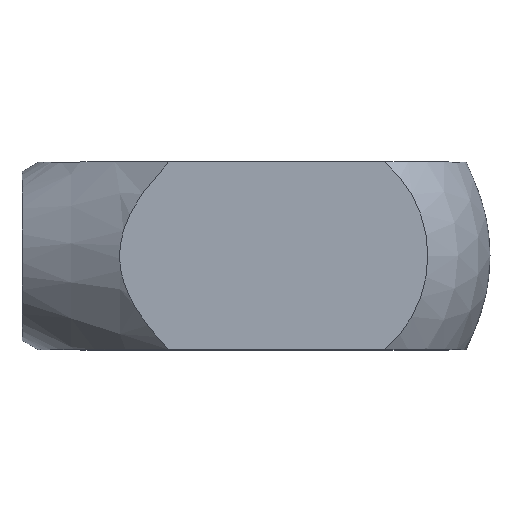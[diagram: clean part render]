
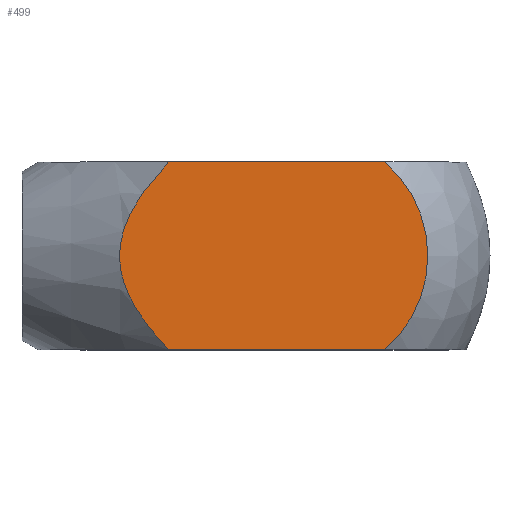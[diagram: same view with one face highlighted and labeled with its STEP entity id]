
A CAD part, top view. The second image highlights one B-rep face of the part: STEP entity #499.
In plain terms, the highlighted planar face has unit normal (0, 0, 1).
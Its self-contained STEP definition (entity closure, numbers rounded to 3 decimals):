
#22 = VERTEX_POINT('',#23);
#23 = CARTESIAN_POINT('',(7.818,-5.,7.5));
#32 = CONICAL_SURFACE('',#33,4.5,0.524);
#33 = AXIS2_PLACEMENT_3D('',#34,#35,#36);
#34 = CARTESIAN_POINT('',(0.,0.,0.));
#35 = DIRECTION('',(1.,0.,0.));
#36 = DIRECTION('',(0.,0.,1.));
#66 = PLANE('',#67);
#67 = AXIS2_PLACEMENT_3D('',#68,#69,#70);
#68 = CARTESIAN_POINT('',(25.,-5.,7.5));
#69 = DIRECTION('',(0.,-1.,0.));
#70 = DIRECTION('',(0.,0.,1.));
#196 = EDGE_CURVE('',#197,#22,#199,.T.);
#197 = VERTEX_POINT('',#198);
#198 = CARTESIAN_POINT('',(7.818,5.,7.5));
#199 = SURFACE_CURVE('',#200,(#204,#233),.PCURVE_S1.);
#200 = ( BOUNDED_CURVE() B_SPLINE_CURVE(2,(#201,#202,#203),
.UNSPECIFIED.,.F.,.F.) B_SPLINE_CURVE_WITH_KNOTS((3,3),(0.119,
1.351),.PIECEWISE_BEZIER_KNOTS.) CURVE() 
GEOMETRIC_REPRESENTATION_ITEM() RATIONAL_B_SPLINE_CURVE((1.045,
1.255,1.045)) REPRESENTATION_ITEM('') );
#201 = CARTESIAN_POINT('',(7.818,5.,7.5));
#202 = CARTESIAN_POINT('',(3.014,0.,7.5));
#203 = CARTESIAN_POINT('',(7.818,-5.,7.5));
#204 = PCURVE('',#32,#205);
#205 = DEFINITIONAL_REPRESENTATION('',(#206),#232);
#206 = B_SPLINE_CURVE_WITH_KNOTS('',3,(#207,#208,#209,#210,#211,#212,
    #213,#214,#215,#216,#217,#218,#219,#220,#221,#222,#223,#224,#225,
    #226,#227,#228,#229,#230,#231),.UNSPECIFIED.,.F.,.F.,(4,1,1,1,1,1,1,
    1,1,1,1,1,1,1,1,1,1,1,1,1,1,1,4),(0.119,0.175,
    0.231,0.287,0.343,0.399,
    0.455,0.511,0.567,0.623,
    0.679,0.735,0.791,0.847,
    0.903,0.959,1.015,1.071,
    1.127,1.183,1.239,1.295,
    1.351),.QUASI_UNIFORM_KNOTS.);
#207 = CARTESIAN_POINT('',(5.695,7.818));
#208 = CARTESIAN_POINT('',(5.712,7.643));
#209 = CARTESIAN_POINT('',(5.746,7.316));
#210 = CARTESIAN_POINT('',(5.797,6.885));
#211 = CARTESIAN_POINT('',(5.85,6.511));
#212 = CARTESIAN_POINT('',(5.902,6.19));
#213 = CARTESIAN_POINT('',(5.956,5.917));
#214 = CARTESIAN_POINT('',(6.01,5.69));
#215 = CARTESIAN_POINT('',(6.064,5.508));
#216 = CARTESIAN_POINT('',(6.118,5.368));
#217 = CARTESIAN_POINT('',(6.173,5.268));
#218 = CARTESIAN_POINT('',(6.228,5.209));
#219 = CARTESIAN_POINT('',(6.283,5.19));
#220 = CARTESIAN_POINT('',(6.338,5.209));
#221 = CARTESIAN_POINT('',(6.393,5.268));
#222 = CARTESIAN_POINT('',(6.448,5.368));
#223 = CARTESIAN_POINT('',(6.503,5.508));
#224 = CARTESIAN_POINT('',(6.557,5.69));
#225 = CARTESIAN_POINT('',(6.611,5.917));
#226 = CARTESIAN_POINT('',(6.664,6.19));
#227 = CARTESIAN_POINT('',(6.717,6.511));
#228 = CARTESIAN_POINT('',(6.769,6.885));
#229 = CARTESIAN_POINT('',(6.821,7.316));
#230 = CARTESIAN_POINT('',(6.854,7.643));
#231 = CARTESIAN_POINT('',(6.871,7.818));
#232 = ( GEOMETRIC_REPRESENTATION_CONTEXT(2) 
PARAMETRIC_REPRESENTATION_CONTEXT() REPRESENTATION_CONTEXT('2D SPACE',''
  ) );
#233 = PCURVE('',#234,#239);
#234 = PLANE('',#235);
#235 = AXIS2_PLACEMENT_3D('',#236,#237,#238);
#236 = CARTESIAN_POINT('',(25.,5.,7.5));
#237 = DIRECTION('',(0.,0.,1.));
#238 = DIRECTION('',(-1.,0.,0.));
#239 = DEFINITIONAL_REPRESENTATION('',(#240),#244);
#240 = ( BOUNDED_CURVE() B_SPLINE_CURVE(2,(#241,#242,#243),
.UNSPECIFIED.,.F.,.F.) B_SPLINE_CURVE_WITH_KNOTS((3,3),(0.119,
1.351),.PIECEWISE_BEZIER_KNOTS.) CURVE() 
GEOMETRIC_REPRESENTATION_ITEM() RATIONAL_B_SPLINE_CURVE((1.045,
1.255,1.045)) REPRESENTATION_ITEM('') );
#241 = CARTESIAN_POINT('',(17.182,0.));
#242 = CARTESIAN_POINT('',(21.986,5.));
#243 = CARTESIAN_POINT('',(17.182,10.));
#244 = ( GEOMETRIC_REPRESENTATION_CONTEXT(2) 
PARAMETRIC_REPRESENTATION_CONTEXT() REPRESENTATION_CONTEXT('2D SPACE',''
  ) );
#284 = PLANE('',#285);
#285 = AXIS2_PLACEMENT_3D('',#286,#287,#288);
#286 = CARTESIAN_POINT('',(25.,5.,-7.5));
#287 = DIRECTION('',(0.,1.,0.));
#288 = DIRECTION('',(0.,0.,-1.));
#348 = EDGE_CURVE('',#349,#197,#351,.T.);
#349 = VERTEX_POINT('',#350);
#350 = CARTESIAN_POINT('',(19.33,5.,7.5));
#351 = SURFACE_CURVE('',#352,(#356,#363),.PCURVE_S1.);
#352 = LINE('',#353,#354);
#353 = CARTESIAN_POINT('',(19.33,5.,7.5));
#354 = VECTOR('',#355,1.);
#355 = DIRECTION('',(-1.,0.,0.));
#356 = PCURVE('',#284,#357);
#357 = DEFINITIONAL_REPRESENTATION('',(#358),#362);
#358 = LINE('',#359,#360);
#359 = CARTESIAN_POINT('',(-15.,5.67));
#360 = VECTOR('',#361,1.);
#361 = DIRECTION('',(0.,1.));
#362 = ( GEOMETRIC_REPRESENTATION_CONTEXT(2) 
PARAMETRIC_REPRESENTATION_CONTEXT() REPRESENTATION_CONTEXT('2D SPACE',''
  ) );
#363 = PCURVE('',#234,#364);
#364 = DEFINITIONAL_REPRESENTATION('',(#365),#369);
#365 = LINE('',#366,#367);
#366 = CARTESIAN_POINT('',(5.67,0.));
#367 = VECTOR('',#368,1.);
#368 = DIRECTION('',(1.,0.));
#369 = ( GEOMETRIC_REPRESENTATION_CONTEXT(2) 
PARAMETRIC_REPRESENTATION_CONTEXT() REPRESENTATION_CONTEXT('2D SPACE',''
  ) );
#392 = SPHERICAL_SURFACE('',#393,10.);
#393 = AXIS2_PLACEMENT_3D('',#394,#395,#396);
#394 = CARTESIAN_POINT('',(15.,0.,0.));
#395 = DIRECTION('',(0.,0.,1.));
#396 = DIRECTION('',(-1.,0.,0.));
#499 = ADVANCED_FACE('',(#500),#234,.T.);
#500 = FACE_BOUND('',#501,.T.);
#501 = EDGE_LOOP('',(#502,#503,#526,#574));
#502 = ORIENTED_EDGE('',*,*,#196,.T.);
#503 = ORIENTED_EDGE('',*,*,#504,.F.);
#504 = EDGE_CURVE('',#505,#22,#507,.T.);
#505 = VERTEX_POINT('',#506);
#506 = CARTESIAN_POINT('',(19.33,-5.,7.5));
#507 = SURFACE_CURVE('',#508,(#512,#519),.PCURVE_S1.);
#508 = LINE('',#509,#510);
#509 = CARTESIAN_POINT('',(19.33,-5.,7.5));
#510 = VECTOR('',#511,1.);
#511 = DIRECTION('',(-1.,0.,0.));
#512 = PCURVE('',#234,#513);
#513 = DEFINITIONAL_REPRESENTATION('',(#514),#518);
#514 = LINE('',#515,#516);
#515 = CARTESIAN_POINT('',(5.67,10.));
#516 = VECTOR('',#517,1.);
#517 = DIRECTION('',(1.,0.));
#518 = ( GEOMETRIC_REPRESENTATION_CONTEXT(2) 
PARAMETRIC_REPRESENTATION_CONTEXT() REPRESENTATION_CONTEXT('2D SPACE',''
  ) );
#519 = PCURVE('',#66,#520);
#520 = DEFINITIONAL_REPRESENTATION('',(#521),#525);
#521 = LINE('',#522,#523);
#522 = CARTESIAN_POINT('',(0.,5.67));
#523 = VECTOR('',#524,1.);
#524 = DIRECTION('',(0.,1.));
#525 = ( GEOMETRIC_REPRESENTATION_CONTEXT(2) 
PARAMETRIC_REPRESENTATION_CONTEXT() REPRESENTATION_CONTEXT('2D SPACE',''
  ) );
#526 = ORIENTED_EDGE('',*,*,#527,.F.);
#527 = EDGE_CURVE('',#349,#505,#528,.T.);
#528 = SURFACE_CURVE('',#529,(#534,#545),.PCURVE_S1.);
#529 = CIRCLE('',#530,6.614);
#530 = AXIS2_PLACEMENT_3D('',#531,#532,#533);
#531 = CARTESIAN_POINT('',(15.,0.,7.5));
#532 = DIRECTION('',(0.,0.,-1.));
#533 = DIRECTION('',(0.,1.,0.));
#534 = PCURVE('',#234,#535);
#535 = DEFINITIONAL_REPRESENTATION('',(#536),#544);
#536 = ( BOUNDED_CURVE() B_SPLINE_CURVE(2,(#537,#538,#539,#540,#541,#542
,#543),.UNSPECIFIED.,.F.,.F.) B_SPLINE_CURVE_WITH_KNOTS((1,2,2,2,2,1),(
    -2.094,0.,2.094,4.189,6.283,
8.378),.UNSPECIFIED.) CURVE() GEOMETRIC_REPRESENTATION_ITEM() 
RATIONAL_B_SPLINE_CURVE((1.,0.5,1.,0.5,1.,0.5,1.)) REPRESENTATION_ITEM(
  '') );
#537 = CARTESIAN_POINT('',(10.,-1.614));
#538 = CARTESIAN_POINT('',(-1.456,-1.614));
#539 = CARTESIAN_POINT('',(4.272,8.307));
#540 = CARTESIAN_POINT('',(10.,18.229));
#541 = CARTESIAN_POINT('',(15.728,8.307));
#542 = CARTESIAN_POINT('',(21.456,-1.614));
#543 = CARTESIAN_POINT('',(10.,-1.614));
#544 = ( GEOMETRIC_REPRESENTATION_CONTEXT(2) 
PARAMETRIC_REPRESENTATION_CONTEXT() REPRESENTATION_CONTEXT('2D SPACE',''
  ) );
#545 = PCURVE('',#392,#546);
#546 = DEFINITIONAL_REPRESENTATION('',(#547),#573);
#547 = B_SPLINE_CURVE_WITH_KNOTS('',3,(#548,#549,#550,#551,#552,#553,
    #554,#555,#556,#557,#558,#559,#560,#561,#562,#563,#564,#565,#566,
    #567,#568,#569,#570,#571,#572),.UNSPECIFIED.,.F.,.F.,(4,1,1,1,1,1,1,
    1,1,1,1,1,1,1,1,1,1,1,1,1,1,1,4),(0.714,0.792,
    0.87,0.947,1.025,1.103,
    1.181,1.259,1.337,1.415,
    1.493,1.571,1.649,1.727,
    1.805,1.882,1.96,2.038,
    2.116,2.194,2.272,2.35,
    2.428),.QUASI_UNIFORM_KNOTS.);
#548 = CARTESIAN_POINT('',(3.999,0.848));
#549 = CARTESIAN_POINT('',(3.973,0.848));
#550 = CARTESIAN_POINT('',(3.921,0.848));
#551 = CARTESIAN_POINT('',(3.843,0.848));
#552 = CARTESIAN_POINT('',(3.765,0.848));
#553 = CARTESIAN_POINT('',(3.687,0.848));
#554 = CARTESIAN_POINT('',(3.609,0.848));
#555 = CARTESIAN_POINT('',(3.531,0.848));
#556 = CARTESIAN_POINT('',(3.453,0.848));
#557 = CARTESIAN_POINT('',(3.375,0.848));
#558 = CARTESIAN_POINT('',(3.297,0.848));
#559 = CARTESIAN_POINT('',(3.22,0.848));
#560 = CARTESIAN_POINT('',(3.142,0.848));
#561 = CARTESIAN_POINT('',(3.064,0.848));
#562 = CARTESIAN_POINT('',(2.986,0.848));
#563 = CARTESIAN_POINT('',(2.908,0.848));
#564 = CARTESIAN_POINT('',(2.83,0.848));
#565 = CARTESIAN_POINT('',(2.752,0.848));
#566 = CARTESIAN_POINT('',(2.674,0.848));
#567 = CARTESIAN_POINT('',(2.596,0.848));
#568 = CARTESIAN_POINT('',(2.518,0.848));
#569 = CARTESIAN_POINT('',(2.44,0.848));
#570 = CARTESIAN_POINT('',(2.362,0.848));
#571 = CARTESIAN_POINT('',(2.31,0.848));
#572 = CARTESIAN_POINT('',(2.285,0.848));
#573 = ( GEOMETRIC_REPRESENTATION_CONTEXT(2) 
PARAMETRIC_REPRESENTATION_CONTEXT() REPRESENTATION_CONTEXT('2D SPACE',''
  ) );
#574 = ORIENTED_EDGE('',*,*,#348,.T.);
